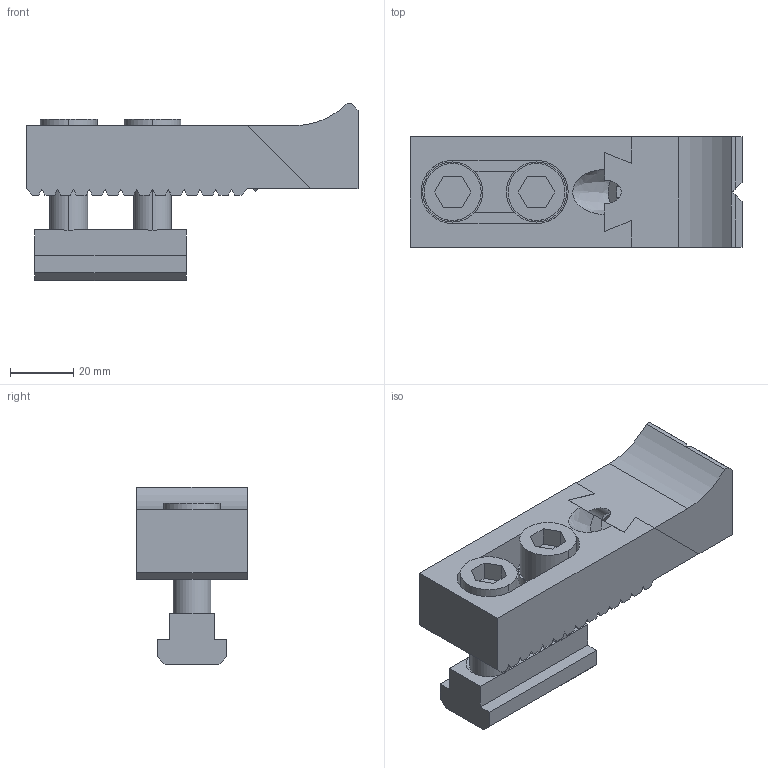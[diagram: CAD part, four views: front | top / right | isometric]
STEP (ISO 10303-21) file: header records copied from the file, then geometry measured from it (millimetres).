
FILE_DESCRIPTION (( 'STEP AP203' ), '1' );
FILE_NAME ('bj102-12122t.STEP', '2021-10-25T01:07:19', ( '' ), ( '' ), 'SwSTEP 2.0', 'SolidWorks 2020', '' );
FILE_SCHEMA (( 'CONFIG_CONTROL_DESIGN' ));
Length unit declared in the file: millimetre
Products named in the file (8): bj102-12122t_05; bj102-12122t_06; bj102-12122t_01; bj102-12122t_07; bj102-12122t_03; bj102-12122t; bj102-12122t_04; bj102-12122t_02
Assembly tree (7 placements, depth 2):
  bj102-12122t
    bj102-12122t_01
    bj102-12122t_02
    bj102-12122t_03
    bj102-12122t_04
    bj102-12122t_05
    bj102-12122t_06
    bj102-12122t_07
Bounding box: 105 x 35 x 55.99 mm (x, y, z)
Volume: 86309.8 mm3; surface area: 30656.6 mm2
Topology: 7 solids, 7 shells, 184 faces, 498 edges, 331 vertices
Faces by surface type: plane 144, cylinder 29, cone 8, bspline 3
Entity records: 6929 total; most frequent: CARTESIAN_POINT 1580, ORIENTED_EDGE 996, DIRECTION 847, EDGE_CURVE 498, VERTEX_POINT 331, LINE 327, VECTOR 327, AXIS2_PLACEMENT_3D 260
